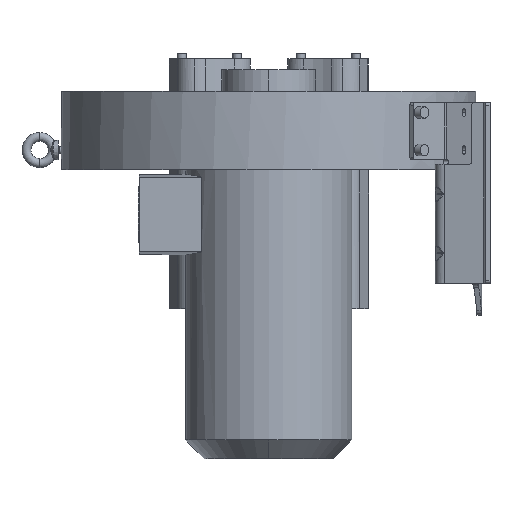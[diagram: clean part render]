
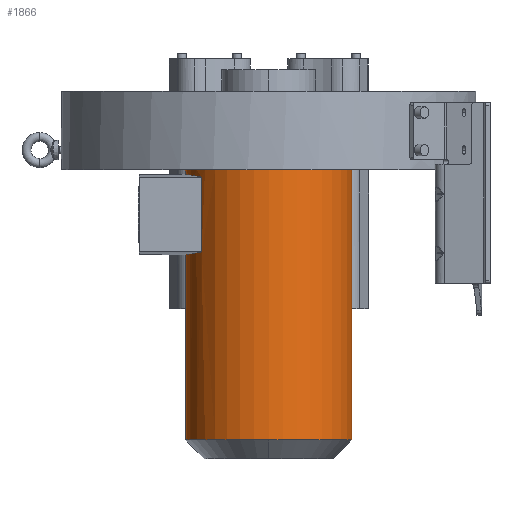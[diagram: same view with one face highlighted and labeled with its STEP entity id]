
A CAD part, left-side view. The second image highlights one B-rep face of the part: STEP entity #1866.
In plain terms, the highlighted cylindrical face has radius 88.7 mm (diameter 177.4 mm), a full revolution.
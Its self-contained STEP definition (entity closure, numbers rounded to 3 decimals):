
#398=CYLINDRICAL_SURFACE('',#8891,88.7);
#645=FACE_BOUND('',#2877,.T.);
#646=FACE_BOUND('',#2878,.T.);
#647=FACE_BOUND('',#2879,.T.);
#748=LINE('',#12113,#1306);
#749=LINE('',#12131,#1307);
#1306=VECTOR('',#9778,1.);
#1307=VECTOR('',#9779,1.);
#1866=ADVANCED_FACE('',(#645,#646,#647),#398,.T.);
#2877=EDGE_LOOP('',(#3759,#3760,#3761,#3762));
#2878=EDGE_LOOP('',(#3763));
#2879=EDGE_LOOP('',(#3764,#3765));
#3457=B_SPLINE_CURVE_WITH_KNOTS('',3,(#12116,#12117,#12118,#12119,#12120,
#12121,#12122,#12123,#12124,#12125,#12126,#12127,#12128,#12129),
 .UNSPECIFIED.,.F.,.F.,(4,2,2,2,2,2,4),(0.,0.25,0.5,0.625,0.75,0.875,1.),
 .UNSPECIFIED.);
#3458=B_SPLINE_CURVE_WITH_KNOTS('',3,(#12133,#12134,#12135,#12136,#12137,
#12138,#12139,#12140,#12141,#12142,#12143,#12144,#12145,#12146),
 .UNSPECIFIED.,.F.,.F.,(4,2,2,2,2,2,4),(0.,0.25,0.5,0.625,0.75,0.875,1.),
 .UNSPECIFIED.);
#3759=ORIENTED_EDGE('',*,*,#7216,.F.);
#3760=ORIENTED_EDGE('',*,*,#7217,.F.);
#3761=ORIENTED_EDGE('',*,*,#7218,.F.);
#3762=ORIENTED_EDGE('',*,*,#7219,.F.);
#3763=ORIENTED_EDGE('',*,*,#7220,.T.);
#3764=ORIENTED_EDGE('',*,*,#7221,.T.);
#3765=ORIENTED_EDGE('',*,*,#7214,.T.);
#6371=VERTEX_POINT('',#12108);
#6372=VERTEX_POINT('',#12110);
#6373=VERTEX_POINT('',#12114);
#6374=VERTEX_POINT('',#12115);
#6375=VERTEX_POINT('',#12130);
#6376=VERTEX_POINT('',#12132);
#6377=VERTEX_POINT('',#12148);
#7214=EDGE_CURVE('',#6372,#6371,#8520,.T.);
#7216=EDGE_CURVE('',#6373,#6374,#748,.T.);
#7217=EDGE_CURVE('',#6375,#6373,#3457,.T.);
#7218=EDGE_CURVE('',#6376,#6375,#749,.T.);
#7219=EDGE_CURVE('',#6374,#6376,#3458,.T.);
#7220=EDGE_CURVE('',#6377,#6377,#8521,.T.);
#7221=EDGE_CURVE('',#6371,#6372,#8522,.T.);
#8520=CIRCLE('',#8887,88.7);
#8521=CIRCLE('',#8889,88.7);
#8522=CIRCLE('',#8890,88.7);
#8887=AXIS2_PLACEMENT_3D('',#12109,#9773,#9774);
#8889=AXIS2_PLACEMENT_3D('',#12147,#9780,#9781);
#8890=AXIS2_PLACEMENT_3D('',#12149,#9782,#9783);
#8891=AXIS2_PLACEMENT_3D('',#12150,#9784,#9785);
#9773=DIRECTION('',(0.,0.,1.));
#9774=DIRECTION('',(-1.,0.,0.));
#9778=DIRECTION('',(0.,0.,1.));
#9779=DIRECTION('',(0.,0.,-1.));
#9780=DIRECTION('',(0.,0.,-1.));
#9781=DIRECTION('',(-1.,0.,0.));
#9782=DIRECTION('',(0.,0.,1.));
#9783=DIRECTION('',(-1.,0.,0.));
#9784=DIRECTION('',(0.,0.,-1.));
#9785=DIRECTION('',(1.,0.,0.));
#12108=CARTESIAN_POINT('',(-88.7,0.,-328.7));
#12109=CARTESIAN_POINT('',(0.,0.,-328.7));
#12110=CARTESIAN_POINT('',(88.7,0.,-328.7));
#12113=CARTESIAN_POINT('',(-52.36,71.597,-88.503));
#12114=CARTESIAN_POINT('',(-52.36,71.597,-128.398));
#12115=CARTESIAN_POINT('',(-52.36,71.597,-48.608));
#12116=CARTESIAN_POINT('',(53.371,70.847,-128.185));
#12117=CARTESIAN_POINT('',(45.783,76.563,-129.049));
#12118=CARTESIAN_POINT('',(37.495,80.945,-129.809));
#12119=CARTESIAN_POINT('',(19.505,87.049,-130.906));
#12120=CARTESIAN_POINT('',(10.188,88.623,-131.215));
#12121=CARTESIAN_POINT('',(-4.049,88.735,-131.249));
#12122=CARTESIAN_POINT('',(-8.81,88.387,-131.188));
#12123=CARTESIAN_POINT('',(-18.111,86.959,-130.934));
#12124=CARTESIAN_POINT('',(-22.688,85.88,-130.74));
#12125=CARTESIAN_POINT('',(-31.694,82.979,-130.233));
#12126=CARTESIAN_POINT('',(-36.11,81.154,-129.919));
#12127=CARTESIAN_POINT('',(-44.507,76.87,-129.213));
#12128=CARTESIAN_POINT('',(-48.525,74.401,-128.819));
#12129=CARTESIAN_POINT('',(-52.36,71.597,-128.398));
#12130=CARTESIAN_POINT('',(53.371,70.847,-128.185));
#12131=CARTESIAN_POINT('',(53.371,70.847,-88.5));
#12132=CARTESIAN_POINT('',(53.371,70.847,-48.815));
#12133=CARTESIAN_POINT('',(-52.36,71.597,-48.608));
#12134=CARTESIAN_POINT('',(-44.691,77.206,-47.765));
#12135=CARTESIAN_POINT('',(-36.339,81.47,-47.035));
#12136=CARTESIAN_POINT('',(-18.259,87.319,-46.011));
#12137=CARTESIAN_POINT('',(-8.919,88.759,-45.744));
#12138=CARTESIAN_POINT('',(5.319,88.668,-45.773));
#12139=CARTESIAN_POINT('',(10.074,88.252,-45.855));
#12140=CARTESIAN_POINT('',(19.351,86.691,-46.151));
#12141=CARTESIAN_POINT('',(23.912,85.547,-46.364));
#12142=CARTESIAN_POINT('',(32.875,82.518,-46.908));
#12143=CARTESIAN_POINT('',(37.263,80.631,-47.239));
#12144=CARTESIAN_POINT('',(45.595,76.23,-47.976));
#12145=CARTESIAN_POINT('',(49.577,73.705,-48.383));
#12146=CARTESIAN_POINT('',(53.371,70.847,-48.815));
#12147=CARTESIAN_POINT('',(0.,0.,-40.85));
#12148=CARTESIAN_POINT('',(-88.7,0.,-40.85));
#12149=CARTESIAN_POINT('',(0.,0.,-328.7));
#12150=CARTESIAN_POINT('',(0.,0.,-40.85));
